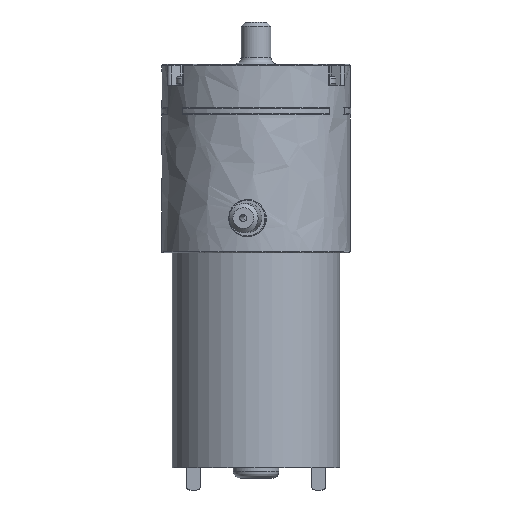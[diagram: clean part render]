
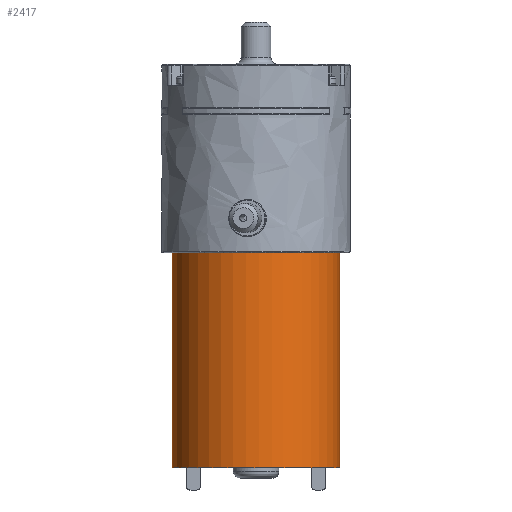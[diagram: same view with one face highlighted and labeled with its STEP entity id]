
A CAD part, front view. The second image highlights one B-rep face of the part: STEP entity #2417.
In plain terms, the highlighted free-form (B-spline) face has degree [2, 1] with [7, 2] control points.
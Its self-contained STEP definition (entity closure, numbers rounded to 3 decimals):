
#2417 = ADVANCED_FACE('',(#2418),#2450,.T.);
#2418 = FACE_BOUND('',#2419,.T.);
#2419 = EDGE_LOOP('',(#2420,#2432,#2439,#2449));
#2420 = ORIENTED_EDGE('',*,*,#2421,.F.);
#2421 = EDGE_CURVE('',#2422,#2422,#2424,.T.);
#2422 = VERTEX_POINT('',#2423);
#2423 = CARTESIAN_POINT('',(-12.05,0.,30.9));
#2424 = ( BOUNDED_CURVE() B_SPLINE_CURVE(2,(#2425,#2426,#2427,#2428,
#2429,#2430,#2431),.UNSPECIFIED.,.T.,.F.) B_SPLINE_CURVE_WITH_KNOTS((1,2
    ,2,2,2,1),(1.047,3.142,5.236,
7.33,9.425,11.519),.UNSPECIFIED.) CURVE() 
GEOMETRIC_REPRESENTATION_ITEM() RATIONAL_B_SPLINE_CURVE((1.,0.5,1.,0.5,
1.,0.5,1.)) REPRESENTATION_ITEM('') );
#2425 = CARTESIAN_POINT('',(-12.05,0.,30.9));
#2426 = CARTESIAN_POINT('',(-12.05,-20.871,30.9));
#2427 = CARTESIAN_POINT('',(6.025,-10.436,30.9));
#2428 = CARTESIAN_POINT('',(24.1,0.,30.9));
#2429 = CARTESIAN_POINT('',(6.025,10.436,30.9));
#2430 = CARTESIAN_POINT('',(-12.05,20.871,30.9));
#2431 = CARTESIAN_POINT('',(-12.05,0.,30.9));
#2432 = ORIENTED_EDGE('',*,*,#2433,.T.);
#2433 = EDGE_CURVE('',#2422,#2434,#2436,.T.);
#2434 = VERTEX_POINT('',#2435);
#2435 = CARTESIAN_POINT('',(-12.05,0.,0.));
#2436 = B_SPLINE_CURVE_WITH_KNOTS('',1,(#2437,#2438),.UNSPECIFIED.,.F.,
  .F.,(2,2),(-30.9,0.),.PIECEWISE_BEZIER_KNOTS.);
#2437 = CARTESIAN_POINT('',(-12.05,0.,30.9));
#2438 = CARTESIAN_POINT('',(-12.05,0.,0.));
#2439 = ORIENTED_EDGE('',*,*,#2440,.T.);
#2440 = EDGE_CURVE('',#2434,#2434,#2441,.T.);
#2441 = ( BOUNDED_CURVE() B_SPLINE_CURVE(2,(#2442,#2443,#2444,#2445,
#2446,#2447,#2448),.UNSPECIFIED.,.T.,.F.) B_SPLINE_CURVE_WITH_KNOTS((1,2
    ,2,2,2,1),(1.047,3.142,5.236,
7.33,9.425,11.519),.UNSPECIFIED.) CURVE() 
GEOMETRIC_REPRESENTATION_ITEM() RATIONAL_B_SPLINE_CURVE((1.,0.5,1.,0.5,
1.,0.5,1.)) REPRESENTATION_ITEM('') );
#2442 = CARTESIAN_POINT('',(-12.05,0.,0.));
#2443 = CARTESIAN_POINT('',(-12.05,-20.871,0.));
#2444 = CARTESIAN_POINT('',(6.025,-10.436,0.));
#2445 = CARTESIAN_POINT('',(24.1,0.,0.));
#2446 = CARTESIAN_POINT('',(6.025,10.436,0.));
#2447 = CARTESIAN_POINT('',(-12.05,20.871,0.));
#2448 = CARTESIAN_POINT('',(-12.05,0.,0.));
#2449 = ORIENTED_EDGE('',*,*,#2433,.F.);
#2450 = ( BOUNDED_SURFACE() B_SPLINE_SURFACE(2,1,(
    (#2451,#2452)
    ,(#2453,#2454)
    ,(#2455,#2456)
    ,(#2457,#2458)
    ,(#2459,#2460)
    ,(#2461,#2462)
    ,(#2463,#2464
)),.UNSPECIFIED.,.T.,.F.,.F.) B_SPLINE_SURFACE_WITH_KNOTS((1,2,2,2,2,1),
  (2,2),(-2.094,0.,2.094,4.189,6.283,
    8.378),(0.,30.9),.UNSPECIFIED.) 
GEOMETRIC_REPRESENTATION_ITEM() RATIONAL_B_SPLINE_SURFACE((
    (1.,1.)
    ,(0.5,0.5)
    ,(1.,1.)
    ,(0.5,0.5)
    ,(1.,1.)
    ,(0.5,0.5)
,(1.,1.))) REPRESENTATION_ITEM('') SURFACE() );
#2451 = CARTESIAN_POINT('',(12.05,0.,0.));
#2452 = CARTESIAN_POINT('',(12.05,0.,30.9));
#2453 = CARTESIAN_POINT('',(12.05,20.871,0.));
#2454 = CARTESIAN_POINT('',(12.05,20.871,30.9));
#2455 = CARTESIAN_POINT('',(-6.025,10.436,0.));
#2456 = CARTESIAN_POINT('',(-6.025,10.436,30.9));
#2457 = CARTESIAN_POINT('',(-24.1,0.,0.));
#2458 = CARTESIAN_POINT('',(-24.1,0.,30.9));
#2459 = CARTESIAN_POINT('',(-6.025,-10.436,0.));
#2460 = CARTESIAN_POINT('',(-6.025,-10.436,30.9));
#2461 = CARTESIAN_POINT('',(12.05,-20.871,0.));
#2462 = CARTESIAN_POINT('',(12.05,-20.871,30.9));
#2463 = CARTESIAN_POINT('',(12.05,0.,0.));
#2464 = CARTESIAN_POINT('',(12.05,0.,30.9));
